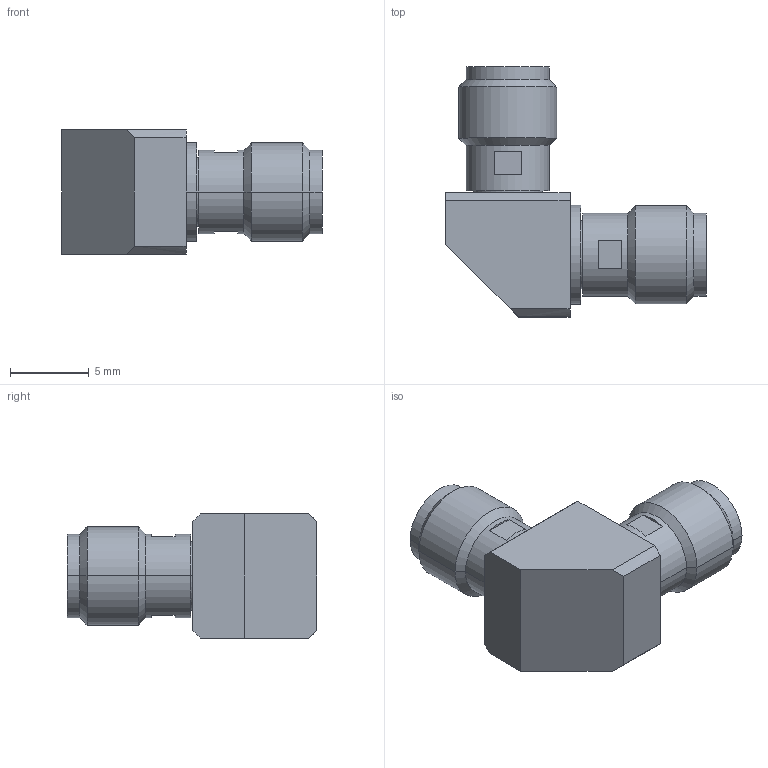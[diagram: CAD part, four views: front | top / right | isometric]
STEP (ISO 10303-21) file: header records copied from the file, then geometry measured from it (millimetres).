
FILE_DESCRIPTION (( 'STEP AP203' ), '1' );
FILE_NAME ('PE91528.STEP', '2021-05-05T11:46:44', ( '' ), ( '' ), 'SwSTEP 2.0', 'SolidWorks 2020', '' );
FILE_SCHEMA (( 'CONFIG_CONTROL_DESIGN' ));
Length unit declared in the file: inch
Products named in the file (4): PE91528; als-pc8pc8.stp; ALS-K8PC8-12-1.stp; ALS-K3K8-3.stp
Assembly tree (4 placements, depth 3):
  PE91528
    als-pc8pc8.stp
      ALS-K3K8-3.stp
      ALS-K8PC8-12-1.stp  x2
Bounding box: 16.6 x 15.92 x 7.92 mm (x, y, z)
Volume: 877 mm3; surface area: 824.7 mm2
Topology: 3 solids, 3 shells, 71 faces, 145 edges, 90 vertices
Faces by surface type: plane 29, cylinder 28, cone 14
Entity records: 1638 total; most frequent: DIRECTION 236, CARTESIAN_POINT 208, ORIENTED_EDGE 184, AXIS2_PLACEMENT_3D 94, EDGE_CURVE 92, VERTEX_POINT 58, EDGE_LOOP 50, LINE 48
